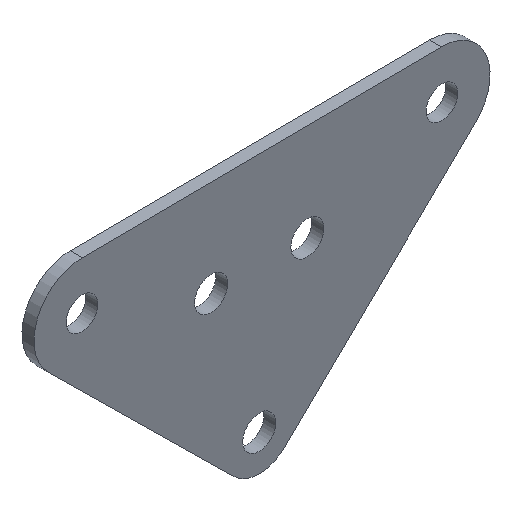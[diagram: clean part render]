
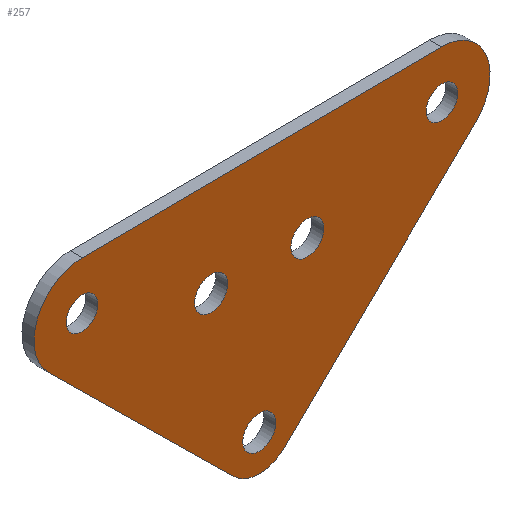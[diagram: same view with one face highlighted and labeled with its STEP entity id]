
A CAD part, isometric view. The second image highlights one B-rep face of the part: STEP entity #257.
In plain terms, the highlighted planar face has unit normal (0, -1, 0).
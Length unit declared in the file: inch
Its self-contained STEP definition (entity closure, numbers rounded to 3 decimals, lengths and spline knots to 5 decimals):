
#20=FACE_BOUND('',#61,.T.);
#21=FACE_BOUND('',#62,.T.);
#22=FACE_BOUND('',#63,.T.);
#23=FACE_BOUND('',#64,.T.);
#24=FACE_BOUND('',#65,.T.);
#29=PLANE('',#308);
#42=FACE_OUTER_BOUND('',#60,.T.);
#60=EDGE_LOOP('',(#226,#227,#228,#229,#230,#231));
#61=EDGE_LOOP('',(#232));
#62=EDGE_LOOP('',(#233));
#63=EDGE_LOOP('',(#234));
#64=EDGE_LOOP('',(#235));
#65=EDGE_LOOP('',(#236));
#73=LINE('',#428,#90);
#77=LINE('',#440,#94);
#81=LINE('',#451,#98);
#90=VECTOR('',#356,0.3937);
#94=VECTOR('',#368,0.3937);
#98=VECTOR('',#380,0.3937);
#101=CIRCLE('',#282,0.086);
#103=CIRCLE('',#285,0.086);
#105=CIRCLE('',#288,0.0825);
#107=CIRCLE('',#291,0.0825);
#109=CIRCLE('',#294,0.086);
#110=CIRCLE('',#296,0.1875);
#112=CIRCLE('',#300,0.25);
#114=CIRCLE('',#304,0.25);
#117=VERTEX_POINT('',#390);
#119=VERTEX_POINT('',#396);
#121=VERTEX_POINT('',#402);
#123=VERTEX_POINT('',#408);
#125=VERTEX_POINT('',#414);
#126=VERTEX_POINT('',#418);
#127=VERTEX_POINT('',#419);
#130=VERTEX_POINT('',#427);
#132=VERTEX_POINT('',#433);
#134=VERTEX_POINT('',#439);
#136=VERTEX_POINT('',#445);
#140=EDGE_CURVE('',#117,#117,#101,.T.);
#143=EDGE_CURVE('',#119,#119,#103,.T.);
#146=EDGE_CURVE('',#121,#121,#105,.T.);
#149=EDGE_CURVE('',#123,#123,#107,.T.);
#152=EDGE_CURVE('',#125,#125,#109,.T.);
#153=EDGE_CURVE('',#126,#127,#110,.T.);
#157=EDGE_CURVE('',#130,#126,#73,.T.);
#160=EDGE_CURVE('',#132,#130,#112,.T.);
#163=EDGE_CURVE('',#134,#132,#77,.T.);
#166=EDGE_CURVE('',#136,#134,#114,.T.);
#169=EDGE_CURVE('',#127,#136,#81,.T.);
#226=ORIENTED_EDGE('',*,*,#169,.F.);
#227=ORIENTED_EDGE('',*,*,#153,.F.);
#228=ORIENTED_EDGE('',*,*,#157,.F.);
#229=ORIENTED_EDGE('',*,*,#160,.F.);
#230=ORIENTED_EDGE('',*,*,#163,.F.);
#231=ORIENTED_EDGE('',*,*,#166,.F.);
#232=ORIENTED_EDGE('',*,*,#152,.F.);
#233=ORIENTED_EDGE('',*,*,#149,.F.);
#234=ORIENTED_EDGE('',*,*,#146,.F.);
#235=ORIENTED_EDGE('',*,*,#143,.F.);
#236=ORIENTED_EDGE('',*,*,#140,.F.);
#257=ADVANCED_FACE('',(#42,#20,#21,#22,#23,#24),#29,.F.);
#282=AXIS2_PLACEMENT_3D('',#392,#316,#317);
#285=AXIS2_PLACEMENT_3D('',#398,#323,#324);
#288=AXIS2_PLACEMENT_3D('',#404,#330,#331);
#291=AXIS2_PLACEMENT_3D('',#410,#337,#338);
#294=AXIS2_PLACEMENT_3D('',#416,#344,#345);
#296=AXIS2_PLACEMENT_3D('',#420,#348,#349);
#300=AXIS2_PLACEMENT_3D('',#434,#361,#362);
#304=AXIS2_PLACEMENT_3D('',#446,#373,#374);
#308=AXIS2_PLACEMENT_3D('',#454,#384,#385);
#316=DIRECTION('center_axis',(0.,-1.,0.));
#317=DIRECTION('ref_axis',(1.,0.,0.));
#323=DIRECTION('center_axis',(0.,-1.,0.));
#324=DIRECTION('ref_axis',(1.,0.,0.));
#330=DIRECTION('center_axis',(0.,-1.,0.));
#331=DIRECTION('ref_axis',(1.,0.,0.));
#337=DIRECTION('center_axis',(0.,-1.,0.));
#338=DIRECTION('ref_axis',(1.,0.,0.));
#344=DIRECTION('center_axis',(0.,-1.,0.));
#345=DIRECTION('ref_axis',(1.,0.,0.));
#348=DIRECTION('center_axis',(0.,1.,0.));
#349=DIRECTION('ref_axis',(0.697,0.,-0.717));
#356=DIRECTION('',(-0.717,0.,-0.697));
#361=DIRECTION('center_axis',(0.,1.,0.));
#362=DIRECTION('ref_axis',(-0.008,0.,1.));
#368=DIRECTION('',(1.,0.,0.008));
#373=DIRECTION('center_axis',(0.,1.,0.));
#374=DIRECTION('ref_axis',(-0.465,0.,-0.886));
#380=DIRECTION('',(-0.712,0.,0.702));
#384=DIRECTION('center_axis',(0.,1.,0.));
#385=DIRECTION('ref_axis',(0.,0.,1.));
#390=CARTESIAN_POINT('',(-0.32143,0.,-0.03974));
#392=CARTESIAN_POINT('Origin',(-0.23543,0.,-0.03974));
#396=CARTESIAN_POINT('',(0.17857,0.,-0.03974));
#398=CARTESIAN_POINT('Origin',(0.26457,0.,-0.03974));
#402=CARTESIAN_POINT('',(0.88145,0.,0.2207));
#404=CARTESIAN_POINT('Origin',(0.96395,0.,0.2207));
#408=CARTESIAN_POINT('',(-0.98911,0.,0.2059));
#410=CARTESIAN_POINT('Origin',(-0.90661,0.,0.2059));
#414=CARTESIAN_POINT('',(-0.07143,0.,-0.78974));
#416=CARTESIAN_POINT('Origin',(0.01457,0.,-0.78974));
#418=CARTESIAN_POINT('',(0.14529,0.,-0.92416));
#419=CARTESIAN_POINT('',(-0.11705,0.,-0.92328));
#420=CARTESIAN_POINT('Origin',(0.01457,0.,-0.78974));
#427=CARTESIAN_POINT('',(1.13824,0.,0.04148));
#428=CARTESIAN_POINT('',(1.13824,0.,0.04148));
#433=CARTESIAN_POINT('',(0.96197,0.,0.47069));
#434=CARTESIAN_POINT('Origin',(0.96395,0.,0.2207));
#439=CARTESIAN_POINT('',(-0.90661,0.,0.4559));
#440=CARTESIAN_POINT('',(-0.90661,0.,0.4559));
#445=CARTESIAN_POINT('',(-1.0821,0.,0.02785));
#446=CARTESIAN_POINT('Origin',(-0.90661,0.,0.2059));
#451=CARTESIAN_POINT('',(-0.11705,0.,-0.92328));
#454=CARTESIAN_POINT('Origin',(0.02867,0.,-0.25327));
